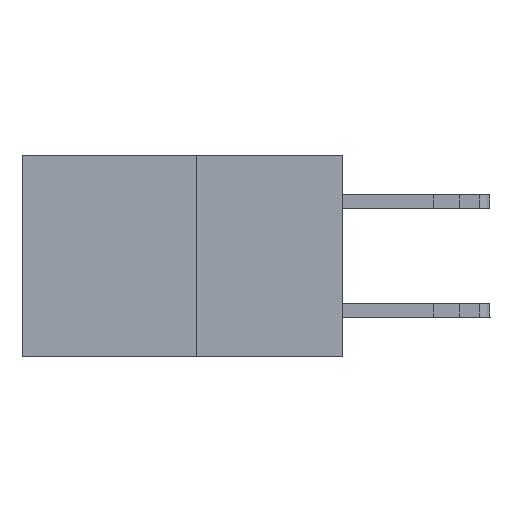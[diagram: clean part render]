
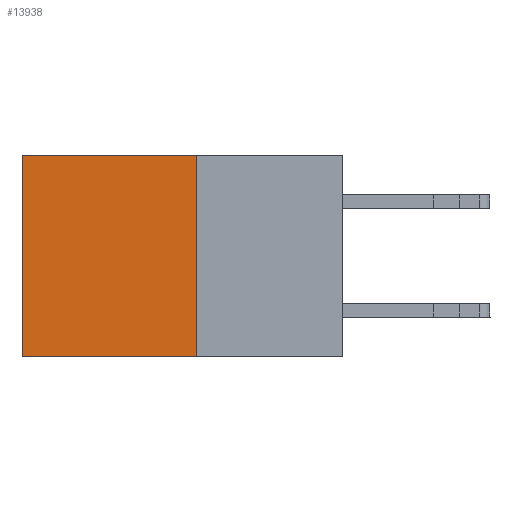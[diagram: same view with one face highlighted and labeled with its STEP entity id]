
A CAD part, left-side view. The second image highlights one B-rep face of the part: STEP entity #13938.
In plain terms, the highlighted planar face has unit normal (-1, 0, 0).
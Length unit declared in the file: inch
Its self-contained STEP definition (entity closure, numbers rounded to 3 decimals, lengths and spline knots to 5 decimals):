
#382 = ORIENTED_EDGE ( 'NONE', *, *, #18496, .F. ) ;
#429 = PLANE ( 'NONE',  #11960 ) ;
#833 = DIRECTION ( 'NONE',  ( 0., 0., -1. ) ) ;
#1347 = CARTESIAN_POINT ( 'NONE',  ( 0.277, 0.27, -0.37 ) ) ;
#2390 = ORIENTED_EDGE ( 'NONE', *, *, #7702, .F. ) ;
#2501 = DIRECTION ( 'NONE',  ( 0., 1., 0. ) ) ;
#2946 = ORIENTED_EDGE ( 'NONE', *, *, #13642, .T. ) ;
#7023 = CARTESIAN_POINT ( 'NONE',  ( 0.277, 0.27, 0. ) ) ;
#7503 = VERTEX_POINT ( 'NONE', #1347 ) ;
#7702 = EDGE_CURVE ( 'NONE', #11139, #7503, #23817, .T. ) ;
#8284 = DIRECTION ( 'NONE',  ( 0., 0., -1. ) ) ;
#8658 = CARTESIAN_POINT ( 'NONE',  ( 0.277, 0.59, -0.37 ) ) ;
#8672 = VECTOR ( 'NONE', #833, 39.37008 ) ;
#10212 = CARTESIAN_POINT ( 'NONE',  ( 0.277, 0.59, -0.37 ) ) ;
#10778 = CARTESIAN_POINT ( 'NONE',  ( 0.277, 0.27, -0.37 ) ) ;
#11139 = VERTEX_POINT ( 'NONE', #7023 ) ;
#11613 = LINE ( 'NONE', #13828, #16826 ) ;
#11960 = AXIS2_PLACEMENT_3D ( 'NONE', #10778, #24603, #12756 ) ;
#12306 = VECTOR ( 'NONE', #8284, 39.37008 ) ;
#12543 = CARTESIAN_POINT ( 'NONE',  ( 0.277, 0.27, -0.37 ) ) ;
#12756 = DIRECTION ( 'NONE',  ( 0., 0., -1. ) ) ;
#12919 = LINE ( 'NONE', #10212, #12306 ) ;
#13296 = VECTOR ( 'NONE', #2501, 39.37008 ) ;
#13642 = EDGE_CURVE ( 'NONE', #16689, #15949, #12919, .T. ) ;
#13828 = CARTESIAN_POINT ( 'NONE',  ( 0.277, 0.27, 0. ) ) ;
#13938 = ADVANCED_FACE ( 'NONE', ( #15384 ), #429, .F. ) ;
#15384 = FACE_OUTER_BOUND ( 'NONE', #22171, .T. ) ;
#15801 = DIRECTION ( 'NONE',  ( 0., 1., 0. ) ) ;
#15949 = VERTEX_POINT ( 'NONE', #8658 ) ;
#16667 = CARTESIAN_POINT ( 'NONE',  ( 0.277, 0.59, 0. ) ) ;
#16689 = VERTEX_POINT ( 'NONE', #16667 ) ;
#16826 = VECTOR ( 'NONE', #15801, 39.37008 ) ;
#18496 = EDGE_CURVE ( 'NONE', #7503, #15949, #18526, .T. ) ;
#18526 = LINE ( 'NONE', #20105, #13296 ) ;
#20105 = CARTESIAN_POINT ( 'NONE',  ( 0.277, 0.27, -0.37 ) ) ;
#20218 = ORIENTED_EDGE ( 'NONE', *, *, #25269, .T. ) ;
#22171 = EDGE_LOOP ( 'NONE', ( #2946, #382, #2390, #20218 ) ) ;
#23817 = LINE ( 'NONE', #12543, #8672 ) ;
#24603 = DIRECTION ( 'NONE',  ( 1., 0., 0. ) ) ;
#25269 = EDGE_CURVE ( 'NONE', #11139, #16689, #11613, .T. ) ;
